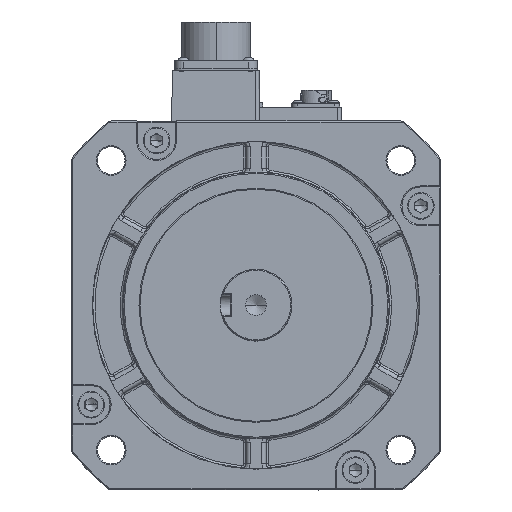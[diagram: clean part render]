
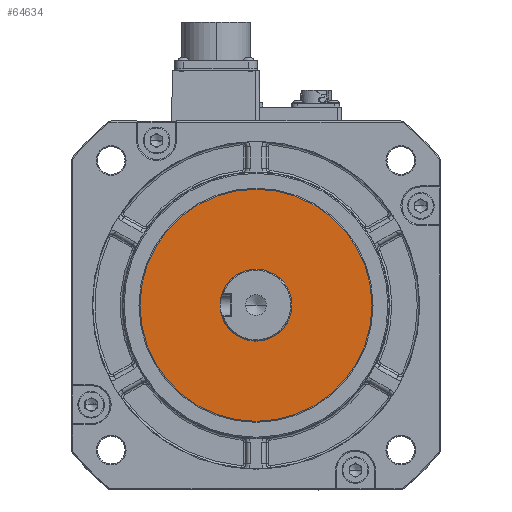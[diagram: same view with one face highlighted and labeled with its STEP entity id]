
A CAD part, top view. The second image highlights one B-rep face of the part: STEP entity #64634.
In plain terms, the highlighted planar face has unit normal (0, 0, 1).
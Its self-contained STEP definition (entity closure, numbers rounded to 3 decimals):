
#357 = AXIS2_PLACEMENT_3D ( 'NONE', #40014, #62644, #61938 ) ;
#905 = CARTESIAN_POINT ( 'NONE',  ( -17.471, 0., 70.2 ) ) ;
#2309 = DIRECTION ( 'NONE',  ( 0., 1., 0. ) ) ;
#4550 = VERTEX_POINT ( 'NONE', #24991 ) ;
#5068 = DIRECTION ( 'NONE',  ( 0., 1., 0. ) ) ;
#10520 = CIRCLE ( 'NONE', #43685, 17.471 ) ;
#16724 = CIRCLE ( 'NONE', #37240, 17.471 ) ;
#17271 = EDGE_CURVE ( 'NONE', #4550, #23780, #51811, .T. ) ;
#19798 = DIRECTION ( 'NONE',  ( 0., 0., 1. ) ) ;
#20318 = VERTEX_POINT ( 'NONE', #905 ) ;
#20675 = EDGE_LOOP ( 'NONE', ( #33751, #23765 ) ) ;
#22034 = ORIENTED_EDGE ( 'NONE', *, *, #61778, .F. ) ;
#23765 = ORIENTED_EDGE ( 'NONE', *, *, #17271, .T. ) ;
#23780 = VERTEX_POINT ( 'NONE', #24506 ) ;
#24506 = CARTESIAN_POINT ( 'NONE',  ( -56.65, 0., 70.2 ) ) ;
#24991 = CARTESIAN_POINT ( 'NONE',  ( 56.65, 0., 70.2 ) ) ;
#25731 = AXIS2_PLACEMENT_3D ( 'NONE', #36308, #19798, #41002 ) ;
#25785 = DIRECTION ( 'NONE',  ( 0., 0., 1. ) ) ;
#33304 = FACE_OUTER_BOUND ( 'NONE', #20675, .T. ) ;
#33751 = ORIENTED_EDGE ( 'NONE', *, *, #45995, .T. ) ;
#33944 = ORIENTED_EDGE ( 'NONE', *, *, #64646, .F. ) ;
#36308 = CARTESIAN_POINT ( 'NONE',  ( 0., 0., 70.2 ) ) ;
#36562 = DIRECTION ( 'NONE',  ( 0., 0., 1. ) ) ;
#37240 = AXIS2_PLACEMENT_3D ( 'NONE', #68985, #25785, #5068 ) ;
#40014 = CARTESIAN_POINT ( 'NONE',  ( 52.5, 0., 70.2 ) ) ;
#41002 = DIRECTION ( 'NONE',  ( 1., 0., 0. ) ) ;
#41395 = CIRCLE ( 'NONE', #64531, 56.65 ) ;
#43685 = AXIS2_PLACEMENT_3D ( 'NONE', #68090, #50848, #2309 ) ;
#45995 = EDGE_CURVE ( 'NONE', #23780, #4550, #41395, .T. ) ;
#46136 = PLANE ( 'NONE',  #357 ) ;
#47665 = FACE_BOUND ( 'NONE', #68172, .T. ) ;
#50848 = DIRECTION ( 'NONE',  ( 0., 0., 1. ) ) ;
#51446 = VERTEX_POINT ( 'NONE', #66520 ) ;
#51811 = CIRCLE ( 'NONE', #25731, 56.65 ) ;
#52093 = CARTESIAN_POINT ( 'NONE',  ( 0., 0., 70.2 ) ) ;
#61778 = EDGE_CURVE ( 'NONE', #20318, #51446, #16724, .T. ) ;
#61938 = DIRECTION ( 'NONE',  ( 1., 0., 0. ) ) ;
#62644 = DIRECTION ( 'NONE',  ( 0., 0., 1. ) ) ;
#62975 = DIRECTION ( 'NONE',  ( 1., 0., 0. ) ) ;
#64531 = AXIS2_PLACEMENT_3D ( 'NONE', #52093, #36562, #62975 ) ;
#64634 = ADVANCED_FACE ( 'NONE', ( #47665, #33304 ), #46136, .T. ) ;
#64646 = EDGE_CURVE ( 'NONE', #51446, #20318, #10520, .T. ) ;
#66520 = CARTESIAN_POINT ( 'NONE',  ( 17.471, 0., 70.2 ) ) ;
#68090 = CARTESIAN_POINT ( 'NONE',  ( 0., 0., 70.2 ) ) ;
#68172 = EDGE_LOOP ( 'NONE', ( #33944, #22034 ) ) ;
#68985 = CARTESIAN_POINT ( 'NONE',  ( 0., 0., 70.2 ) ) ;
